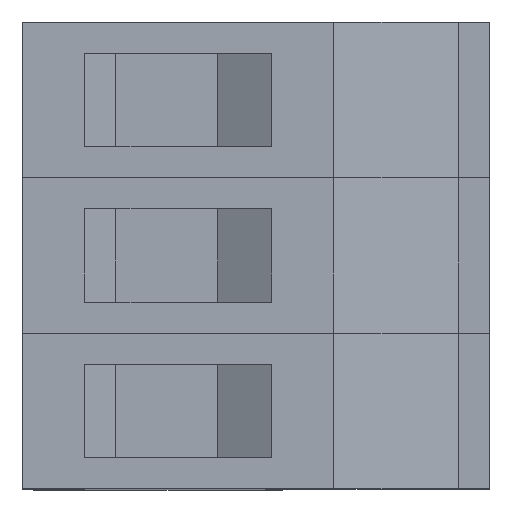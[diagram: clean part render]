
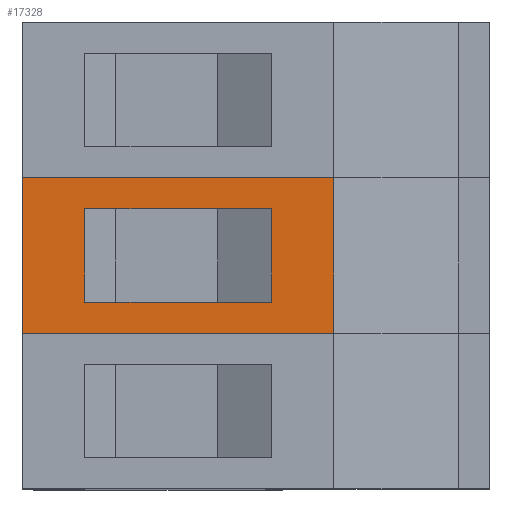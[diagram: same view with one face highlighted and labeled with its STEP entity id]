
A CAD part, top view. The second image highlights one B-rep face of the part: STEP entity #17328.
In plain terms, the highlighted planar face has unit normal (0, 0, 1).
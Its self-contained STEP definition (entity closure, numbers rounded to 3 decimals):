
#16447 = PLANE('',#16448);
#16448 = AXIS2_PLACEMENT_3D('',#16449,#16450,#16451);
#16449 = CARTESIAN_POINT('',(-2.35,2.5,4.));
#16450 = DIRECTION('',(0.,1.,0.));
#16451 = DIRECTION('',(0.,0.,1.));
#16501 = PLANE('',#16502);
#16502 = AXIS2_PLACEMENT_3D('',#16503,#16504,#16505);
#16503 = CARTESIAN_POINT('',(-2.35,7.5,4.));
#16504 = DIRECTION('',(0.,1.,0.));
#16505 = DIRECTION('',(0.,0.,1.));
#16632 = PLANE('',#16633);
#16633 = AXIS2_PLACEMENT_3D('',#16634,#16635,#16636);
#16634 = CARTESIAN_POINT('',(-4.35,7.5,12.1));
#16635 = DIRECTION('',(-1.,0.,0.));
#16636 = DIRECTION('',(0.,0.,1.));
#16671 = VERTEX_POINT('',#16672);
#16672 = CARTESIAN_POINT('',(-4.35,7.5,21.1));
#16693 = EDGE_CURVE('',#16671,#16694,#16696,.T.);
#16694 = VERTEX_POINT('',#16695);
#16695 = CARTESIAN_POINT('',(5.65,7.5,21.1));
#16696 = SURFACE_CURVE('',#16697,(#16701,#16708),.PCURVE_S1.);
#16697 = LINE('',#16698,#16699);
#16698 = CARTESIAN_POINT('',(-4.35,7.5,21.1));
#16699 = VECTOR('',#16700,1.);
#16700 = DIRECTION('',(1.,0.,0.));
#16701 = PCURVE('',#16501,#16702);
#16702 = DEFINITIONAL_REPRESENTATION('',(#16703),#16707);
#16703 = LINE('',#16704,#16705);
#16704 = CARTESIAN_POINT('',(17.1,-2.));
#16705 = VECTOR('',#16706,1.);
#16706 = DIRECTION('',(0.,1.));
#16707 = ( GEOMETRIC_REPRESENTATION_CONTEXT(2) 
PARAMETRIC_REPRESENTATION_CONTEXT() REPRESENTATION_CONTEXT('2D SPACE',''
  ) );
#16708 = PCURVE('',#16709,#16714);
#16709 = PLANE('',#16710);
#16710 = AXIS2_PLACEMENT_3D('',#16711,#16712,#16713);
#16711 = CARTESIAN_POINT('',(-4.35,7.5,21.1));
#16712 = DIRECTION('',(0.,0.,1.));
#16713 = DIRECTION('',(1.,0.,0.));
#16714 = DEFINITIONAL_REPRESENTATION('',(#16715),#16719);
#16715 = LINE('',#16716,#16717);
#16716 = CARTESIAN_POINT('',(0.,0.));
#16717 = VECTOR('',#16718,1.);
#16718 = DIRECTION('',(1.,0.));
#16719 = ( GEOMETRIC_REPRESENTATION_CONTEXT(2) 
PARAMETRIC_REPRESENTATION_CONTEXT() REPRESENTATION_CONTEXT('2D SPACE',''
  ) );
#16737 = PLANE('',#16738);
#16738 = AXIS2_PLACEMENT_3D('',#16739,#16740,#16741);
#16739 = CARTESIAN_POINT('',(5.65,7.5,21.1));
#16740 = DIRECTION('',(1.,0.,0.));
#16741 = DIRECTION('',(0.,0.,-1.));
#17001 = VERTEX_POINT('',#17002);
#17002 = CARTESIAN_POINT('',(-4.35,2.5,21.1));
#17023 = EDGE_CURVE('',#17001,#17024,#17026,.T.);
#17024 = VERTEX_POINT('',#17025);
#17025 = CARTESIAN_POINT('',(5.65,2.5,21.1));
#17026 = SURFACE_CURVE('',#17027,(#17031,#17038),.PCURVE_S1.);
#17027 = LINE('',#17028,#17029);
#17028 = CARTESIAN_POINT('',(-4.35,2.5,21.1));
#17029 = VECTOR('',#17030,1.);
#17030 = DIRECTION('',(1.,0.,0.));
#17031 = PCURVE('',#16447,#17032);
#17032 = DEFINITIONAL_REPRESENTATION('',(#17033),#17037);
#17033 = LINE('',#17034,#17035);
#17034 = CARTESIAN_POINT('',(17.1,-2.));
#17035 = VECTOR('',#17036,1.);
#17036 = DIRECTION('',(0.,1.));
#17037 = ( GEOMETRIC_REPRESENTATION_CONTEXT(2) 
PARAMETRIC_REPRESENTATION_CONTEXT() REPRESENTATION_CONTEXT('2D SPACE',''
  ) );
#17038 = PCURVE('',#16709,#17039);
#17039 = DEFINITIONAL_REPRESENTATION('',(#17040),#17044);
#17040 = LINE('',#17041,#17042);
#17041 = CARTESIAN_POINT('',(0.,-5.));
#17042 = VECTOR('',#17043,1.);
#17043 = DIRECTION('',(1.,0.));
#17044 = ( GEOMETRIC_REPRESENTATION_CONTEXT(2) 
PARAMETRIC_REPRESENTATION_CONTEXT() REPRESENTATION_CONTEXT('2D SPACE',''
  ) );
#17307 = EDGE_CURVE('',#16671,#17001,#17308,.T.);
#17308 = SURFACE_CURVE('',#17309,(#17313,#17320),.PCURVE_S1.);
#17309 = LINE('',#17310,#17311);
#17310 = CARTESIAN_POINT('',(-4.35,7.5,21.1));
#17311 = VECTOR('',#17312,1.);
#17312 = DIRECTION('',(0.,-1.,0.));
#17313 = PCURVE('',#16632,#17314);
#17314 = DEFINITIONAL_REPRESENTATION('',(#17315),#17319);
#17315 = LINE('',#17316,#17317);
#17316 = CARTESIAN_POINT('',(9.,0.));
#17317 = VECTOR('',#17318,1.);
#17318 = DIRECTION('',(0.,-1.));
#17319 = ( GEOMETRIC_REPRESENTATION_CONTEXT(2) 
PARAMETRIC_REPRESENTATION_CONTEXT() REPRESENTATION_CONTEXT('2D SPACE',''
  ) );
#17320 = PCURVE('',#16709,#17321);
#17321 = DEFINITIONAL_REPRESENTATION('',(#17322),#17326);
#17322 = LINE('',#17323,#17324);
#17323 = CARTESIAN_POINT('',(0.,0.));
#17324 = VECTOR('',#17325,1.);
#17325 = DIRECTION('',(0.,-1.));
#17326 = ( GEOMETRIC_REPRESENTATION_CONTEXT(2) 
PARAMETRIC_REPRESENTATION_CONTEXT() REPRESENTATION_CONTEXT('2D SPACE',''
  ) );
#17328 = ADVANCED_FACE('',(#17329,#17355),#16709,.T.);
#17329 = FACE_BOUND('',#17330,.T.);
#17330 = EDGE_LOOP('',(#17331,#17332,#17333,#17354));
#17331 = ORIENTED_EDGE('',*,*,#17307,.T.);
#17332 = ORIENTED_EDGE('',*,*,#17023,.T.);
#17333 = ORIENTED_EDGE('',*,*,#17334,.F.);
#17334 = EDGE_CURVE('',#16694,#17024,#17335,.T.);
#17335 = SURFACE_CURVE('',#17336,(#17340,#17347),.PCURVE_S1.);
#17336 = LINE('',#17337,#17338);
#17337 = CARTESIAN_POINT('',(5.65,7.5,21.1));
#17338 = VECTOR('',#17339,1.);
#17339 = DIRECTION('',(0.,-1.,0.));
#17340 = PCURVE('',#16709,#17341);
#17341 = DEFINITIONAL_REPRESENTATION('',(#17342),#17346);
#17342 = LINE('',#17343,#17344);
#17343 = CARTESIAN_POINT('',(10.,0.));
#17344 = VECTOR('',#17345,1.);
#17345 = DIRECTION('',(0.,-1.));
#17346 = ( GEOMETRIC_REPRESENTATION_CONTEXT(2) 
PARAMETRIC_REPRESENTATION_CONTEXT() REPRESENTATION_CONTEXT('2D SPACE',''
  ) );
#17347 = PCURVE('',#16737,#17348);
#17348 = DEFINITIONAL_REPRESENTATION('',(#17349),#17353);
#17349 = LINE('',#17350,#17351);
#17350 = CARTESIAN_POINT('',(0.,0.));
#17351 = VECTOR('',#17352,1.);
#17352 = DIRECTION('',(0.,-1.));
#17353 = ( GEOMETRIC_REPRESENTATION_CONTEXT(2) 
PARAMETRIC_REPRESENTATION_CONTEXT() REPRESENTATION_CONTEXT('2D SPACE',''
  ) );
#17354 = ORIENTED_EDGE('',*,*,#16693,.F.);
#17355 = FACE_BOUND('',#17356,.T.);
#17356 = EDGE_LOOP('',(#17357,#17385,#17413,#17439));
#17357 = ORIENTED_EDGE('',*,*,#17358,.T.);
#17358 = EDGE_CURVE('',#17359,#17361,#17363,.T.);
#17359 = VERTEX_POINT('',#17360);
#17360 = CARTESIAN_POINT('',(3.65,6.5,21.1));
#17361 = VERTEX_POINT('',#17362);
#17362 = CARTESIAN_POINT('',(3.65,3.5,21.1));
#17363 = SURFACE_CURVE('',#17364,(#17368,#17374),.PCURVE_S1.);
#17364 = LINE('',#17365,#17366);
#17365 = CARTESIAN_POINT('',(3.65,7.,21.1));
#17366 = VECTOR('',#17367,1.);
#17367 = DIRECTION('',(0.,-1.,0.));
#17368 = PCURVE('',#16709,#17369);
#17369 = DEFINITIONAL_REPRESENTATION('',(#17370),#17373);
#17370 = B_SPLINE_CURVE_WITH_KNOTS('',1,(#17371,#17372),.UNSPECIFIED.,
  .F.,.F.,(2,2),(0.5,3.5),.PIECEWISE_BEZIER_KNOTS.);
#17371 = CARTESIAN_POINT('',(8.,-1.));
#17372 = CARTESIAN_POINT('',(8.,-4.));
#17373 = ( GEOMETRIC_REPRESENTATION_CONTEXT(2) 
PARAMETRIC_REPRESENTATION_CONTEXT() REPRESENTATION_CONTEXT('2D SPACE',''
  ) );
#17374 = PCURVE('',#17375,#17380);
#17375 = PLANE('',#17376);
#17376 = AXIS2_PLACEMENT_3D('',#17377,#17378,#17379);
#17377 = CARTESIAN_POINT('',(3.65,6.5,21.1));
#17378 = DIRECTION('',(-0.5,0.,0.866));
#17379 = DIRECTION('',(0.,-1.,0.));
#17380 = DEFINITIONAL_REPRESENTATION('',(#17381),#17384);
#17381 = B_SPLINE_CURVE_WITH_KNOTS('',1,(#17382,#17383),.UNSPECIFIED.,
  .F.,.F.,(2,2),(0.5,3.5),.PIECEWISE_BEZIER_KNOTS.);
#17382 = CARTESIAN_POINT('',(0.,0.));
#17383 = CARTESIAN_POINT('',(3.,0.));
#17384 = ( GEOMETRIC_REPRESENTATION_CONTEXT(2) 
PARAMETRIC_REPRESENTATION_CONTEXT() REPRESENTATION_CONTEXT('2D SPACE',''
  ) );
#17385 = ORIENTED_EDGE('',*,*,#17386,.T.);
#17386 = EDGE_CURVE('',#17361,#17387,#17389,.T.);
#17387 = VERTEX_POINT('',#17388);
#17388 = CARTESIAN_POINT('',(-2.35,3.5,21.1));
#17389 = SURFACE_CURVE('',#17390,(#17394,#17401),.PCURVE_S1.);
#17390 = LINE('',#17391,#17392);
#17391 = CARTESIAN_POINT('',(3.65,3.5,21.1));
#17392 = VECTOR('',#17393,1.);
#17393 = DIRECTION('',(-1.,0.,0.));
#17394 = PCURVE('',#16709,#17395);
#17395 = DEFINITIONAL_REPRESENTATION('',(#17396),#17400);
#17396 = LINE('',#17397,#17398);
#17397 = CARTESIAN_POINT('',(8.,-4.));
#17398 = VECTOR('',#17399,1.);
#17399 = DIRECTION('',(-1.,-0.));
#17400 = ( GEOMETRIC_REPRESENTATION_CONTEXT(2) 
PARAMETRIC_REPRESENTATION_CONTEXT() REPRESENTATION_CONTEXT('2D SPACE',''
  ) );
#17401 = PCURVE('',#17402,#17407);
#17402 = PLANE('',#17403);
#17403 = AXIS2_PLACEMENT_3D('',#17404,#17405,#17406);
#17404 = CARTESIAN_POINT('',(3.65,3.5,21.1));
#17405 = DIRECTION('',(0.,1.,0.));
#17406 = DIRECTION('',(-1.,0.,0.));
#17407 = DEFINITIONAL_REPRESENTATION('',(#17408),#17412);
#17408 = LINE('',#17409,#17410);
#17409 = CARTESIAN_POINT('',(0.,0.));
#17410 = VECTOR('',#17411,1.);
#17411 = DIRECTION('',(1.,0.));
#17412 = ( GEOMETRIC_REPRESENTATION_CONTEXT(2) 
PARAMETRIC_REPRESENTATION_CONTEXT() REPRESENTATION_CONTEXT('2D SPACE',''
  ) );
#17413 = ORIENTED_EDGE('',*,*,#17414,.T.);
#17414 = EDGE_CURVE('',#17387,#17415,#17417,.T.);
#17415 = VERTEX_POINT('',#17416);
#17416 = CARTESIAN_POINT('',(-2.35,6.5,21.1));
#17417 = SURFACE_CURVE('',#17418,(#17422,#17428),.PCURVE_S1.);
#17418 = LINE('',#17419,#17420);
#17419 = CARTESIAN_POINT('',(-2.35,5.5,21.1));
#17420 = VECTOR('',#17421,1.);
#17421 = DIRECTION('',(0.,1.,0.));
#17422 = PCURVE('',#16709,#17423);
#17423 = DEFINITIONAL_REPRESENTATION('',(#17424),#17427);
#17424 = B_SPLINE_CURVE_WITH_KNOTS('',1,(#17425,#17426),.UNSPECIFIED.,
  .F.,.F.,(2,2),(-2.,1.),.PIECEWISE_BEZIER_KNOTS.);
#17425 = CARTESIAN_POINT('',(2.,-4.));
#17426 = CARTESIAN_POINT('',(2.,-1.));
#17427 = ( GEOMETRIC_REPRESENTATION_CONTEXT(2) 
PARAMETRIC_REPRESENTATION_CONTEXT() REPRESENTATION_CONTEXT('2D SPACE',''
  ) );
#17428 = PCURVE('',#17429,#17434);
#17429 = PLANE('',#17430);
#17430 = AXIS2_PLACEMENT_3D('',#17431,#17432,#17433);
#17431 = CARTESIAN_POINT('',(-2.35,3.5,21.1));
#17432 = DIRECTION('',(0.707,0.,0.707)
  );
#17433 = DIRECTION('',(0.,1.,0.));
#17434 = DEFINITIONAL_REPRESENTATION('',(#17435),#17438);
#17435 = B_SPLINE_CURVE_WITH_KNOTS('',1,(#17436,#17437),.UNSPECIFIED.,
  .F.,.F.,(2,2),(-2.,1.),.PIECEWISE_BEZIER_KNOTS.);
#17436 = CARTESIAN_POINT('',(0.,0.));
#17437 = CARTESIAN_POINT('',(3.,0.));
#17438 = ( GEOMETRIC_REPRESENTATION_CONTEXT(2) 
PARAMETRIC_REPRESENTATION_CONTEXT() REPRESENTATION_CONTEXT('2D SPACE',''
  ) );
#17439 = ORIENTED_EDGE('',*,*,#17440,.T.);
#17440 = EDGE_CURVE('',#17415,#17359,#17441,.T.);
#17441 = SURFACE_CURVE('',#17442,(#17446,#17452),.PCURVE_S1.);
#17442 = LINE('',#17443,#17444);
#17443 = CARTESIAN_POINT('',(-2.35,6.5,21.1));
#17444 = VECTOR('',#17445,1.);
#17445 = DIRECTION('',(1.,0.,0.));
#17446 = PCURVE('',#16709,#17447);
#17447 = DEFINITIONAL_REPRESENTATION('',(#17448),#17451);
#17448 = B_SPLINE_CURVE_WITH_KNOTS('',1,(#17449,#17450),.UNSPECIFIED.,
  .F.,.F.,(2,2),(0.,6.),.PIECEWISE_BEZIER_KNOTS.);
#17449 = CARTESIAN_POINT('',(2.,-1.));
#17450 = CARTESIAN_POINT('',(8.,-1.));
#17451 = ( GEOMETRIC_REPRESENTATION_CONTEXT(2) 
PARAMETRIC_REPRESENTATION_CONTEXT() REPRESENTATION_CONTEXT('2D SPACE',''
  ) );
#17452 = PCURVE('',#17453,#17458);
#17453 = PLANE('',#17454);
#17454 = AXIS2_PLACEMENT_3D('',#17455,#17456,#17457);
#17455 = CARTESIAN_POINT('',(-2.35,6.5,21.1));
#17456 = DIRECTION('',(0.,-1.,0.));
#17457 = DIRECTION('',(1.,0.,0.));
#17458 = DEFINITIONAL_REPRESENTATION('',(#17459),#17462);
#17459 = B_SPLINE_CURVE_WITH_KNOTS('',1,(#17460,#17461),.UNSPECIFIED.,
  .F.,.F.,(2,2),(0.,6.),.PIECEWISE_BEZIER_KNOTS.);
#17460 = CARTESIAN_POINT('',(0.,0.));
#17461 = CARTESIAN_POINT('',(6.,0.));
#17462 = ( GEOMETRIC_REPRESENTATION_CONTEXT(2) 
PARAMETRIC_REPRESENTATION_CONTEXT() REPRESENTATION_CONTEXT('2D SPACE',''
  ) );
